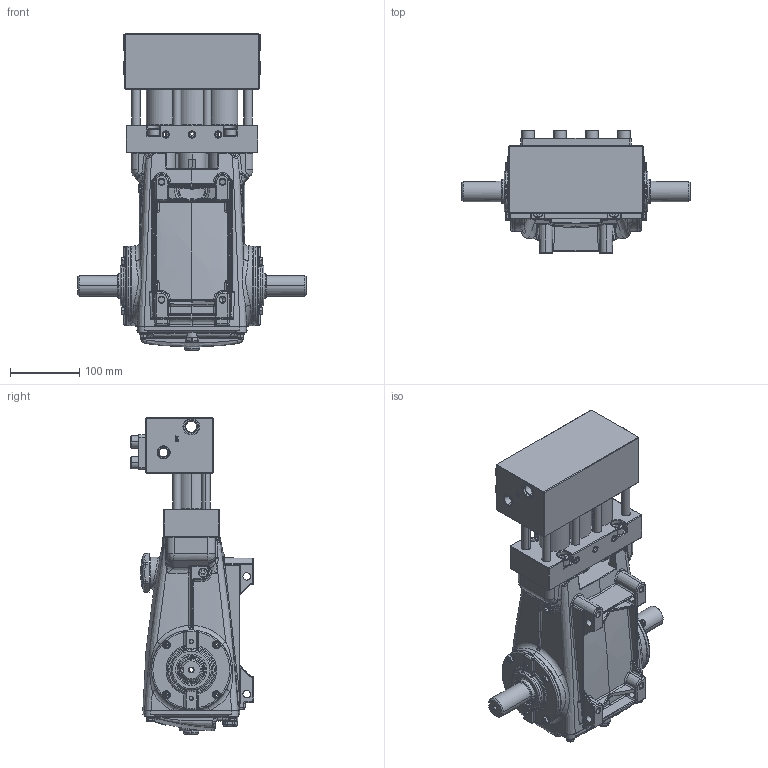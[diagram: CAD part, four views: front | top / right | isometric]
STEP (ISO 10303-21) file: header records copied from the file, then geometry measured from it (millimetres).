
FILE_DESCRIPTION (( 'STEP AP214' ), '1' );
FILE_NAME ('1570.STEP', '2014-01-07T19:53:39', ( '' ), ( '' ), 'SwSTEP 2.0', 'SolidWorks 2013', '' );
FILE_SCHEMA (( 'AUTOMOTIVE_DESIGN' ));
Length unit declared in the file: millimetre
Products named in the file (1): 1570
Bounding box: 330 x 178 x 457 mm (x, y, z)
Surface area: 498886.4 mm2 (no closed solid volume)
Topology: 0 solids, 106 shells, 2058 faces, 6367 edges, 4179 vertices
Faces by surface type: plane 752, cylinder 450, bspline 447, cone 210, torus 143, sphere 56
Entity records: 112034 total; most frequent: CARTESIAN_POINT 38075, ORIENTED_EDGE 10385, DIRECTION 9892, EDGE_CURVE 6274, VERTEX_POINT 4175, AXIS2_PLACEMENT_3D 3753, LINE 2386, VECTOR 2386
